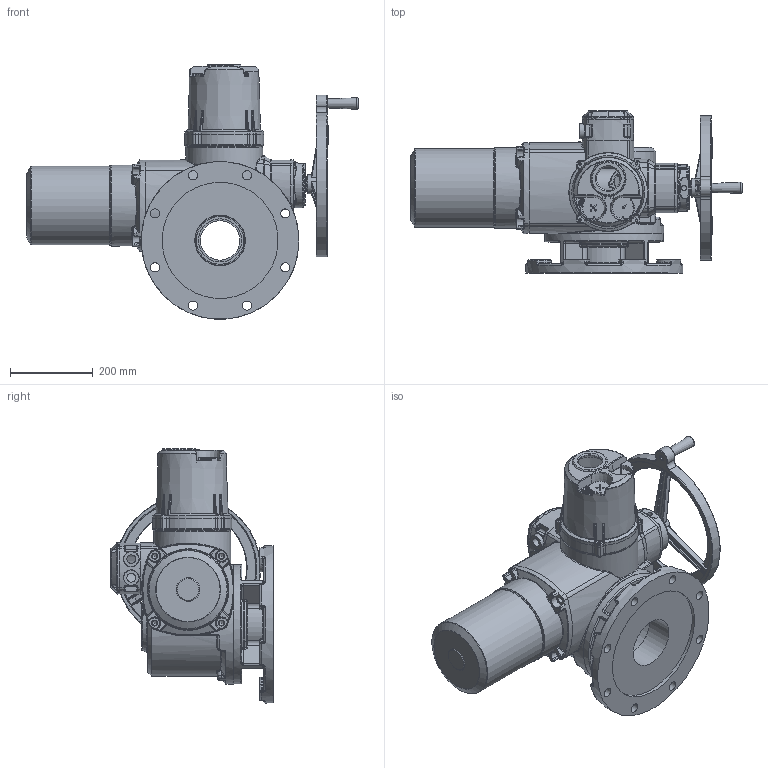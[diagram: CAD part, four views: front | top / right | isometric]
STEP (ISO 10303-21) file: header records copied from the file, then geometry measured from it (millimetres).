
FILE_DESCRIPTION(/* description */ (''),/* implementation_level */ '2;1');
FILE_NAME(/* name */ 'ЭПР-М 3500.stp',/* time_stamp */ '2023-09-06T09:03:08+03:00',/* author */ ('kostr'),/* organization */ (''),/* preprocessor_version */ 'ST-DEVELOPER v18.1',/* originating_system */ 'AutoCAD Mechanical',/* authorisation */ '');
FILE_SCHEMA (('AUTOMOTIVE_DESIGN { 1 0 10303 214 3 1 1 }'));
Products named in the file (13): Product; AZ350 ÕûÌåÐÍÍâ¹Û; AZBC350-01 ÏäÌå; AZBC350-04-01 µç»ú¿Ç; AZC00-13-01 Á½¿×½ÓÏßº
Ð; AZBC00-13-03 ½ÓÏßºÐ¸Ç; AZC00-08-01 ÊÖÂÖ¸Ç; AZBC00-16-02 ¸ô±¬ÐÍÃú
ÅÆ; AZC00-16-04 ÊÖ¶¯¾¯Ê¾Å
Æ; 350Á¬½ÓÅÌ; 350ÊÖÂÖ; 350ÊÖ±ú; AZBC00-12-01 ÖÇÄÜÐÍÏä
¸Ç
Assembly tree (12 placements, depth 3):
  Product
    AZ350 ÕûÌåÐÍÍâ¹Û
      AZBC350-01 ÏäÌå
      AZBC350-04-01 µç»ú¿Ç
      AZC00-13-01 Á½¿×½ÓÏßº
Ð
      AZBC00-13-03 ½ÓÏßºÐ¸Ç
      AZC00-08-01 ÊÖÂÖ¸Ç
      AZBC00-16-02 ¸ô±¬ÐÍÃú
ÅÆ
      AZC00-16-04 ÊÖ¶¯¾¯Ê¾Å
Æ
      350Á¬½ÓÅÌ
      350ÊÖÂÖ
      350ÊÖ±ú
      AZBC00-12-01 ÖÇÄÜÐÍÏä
¸Ç
Bounding box: 800.49 x 391 x 612.51 mm (x, y, z)
Volume: 12908553.7 mm3; surface area: 2440273.9 mm2
Topology: 9 solids, 10 shells, 3415 faces, 8586 edges, 5146 vertices
Faces by surface type: cylinder 966, bspline 937, plane 683, torus 514, sphere 181, cone 134
Full cylindrical faces by diameter (mm): 1.5 x2, 2 x4, 3 x13, 3.3 x3, 3.5 x4, 4 x2, 5 x23, 5.2 x4, 5.5 x4, 6 x3, 6.5 x8, 7 x4, 10 x11, 10.2 x8, 11.441 x1, 12 x8, 13.46 x1, 13.5 x8, 14.5 x4, 15 x1, 18 x2, 18.171 x1, 20 x1, 21 x2, 22 x8, 23 x1, 30 x2, 32.4 x1, 36 x3, 40 x3
Entity records: 186971 total; most frequent: CARTESIAN_POINT 109749, ORIENTED_EDGE 16780, DIRECTION 15942, EDGE_CURVE 8390, AXIS2_PLACEMENT_3D 6883, VERTEX_POINT 5146, CIRCLE 4148, EDGE_LOOP 3692
